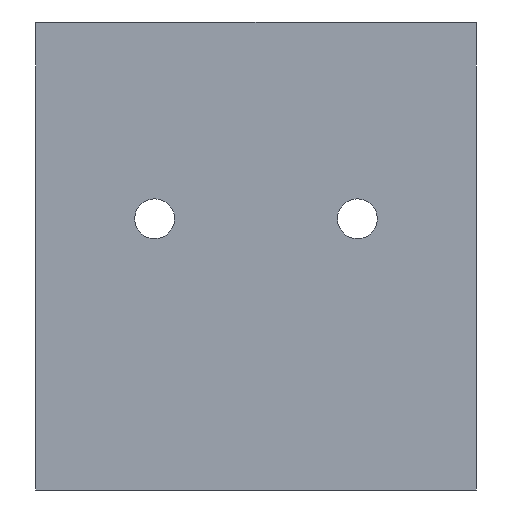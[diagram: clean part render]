
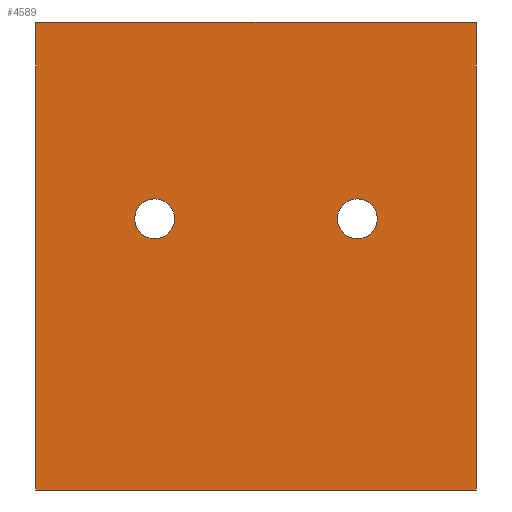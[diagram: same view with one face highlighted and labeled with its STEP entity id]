
A CAD part, front view. The second image highlights one B-rep face of the part: STEP entity #4589.
In plain terms, the highlighted planar face has unit normal (0, -1, 0).
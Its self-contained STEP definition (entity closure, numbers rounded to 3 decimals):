
#60 = VERTEX_POINT ( 'NONE', #2160 ) ;
#110 = LINE ( 'NONE', #2669, #934 ) ;
#307 = VERTEX_POINT ( 'NONE', #3895 ) ;
#324 = CIRCLE ( 'NONE', #2891, 0.75 ) ;
#593 = EDGE_LOOP ( 'NONE', ( #2829, #2805 ) ) ;
#808 = VERTEX_POINT ( 'NONE', #2524 ) ;
#934 = VECTOR ( 'NONE', #2606, 1000. ) ;
#1020 = FACE_BOUND ( 'NONE', #593, .T. ) ;
#1106 = DIRECTION ( 'NONE',  ( 0., 0., 1. ) ) ;
#1120 = DIRECTION ( 'NONE',  ( 0., 1., 0. ) ) ;
#1141 = CARTESIAN_POINT ( 'NONE',  ( 15.42, 0., 0. ) ) ;
#1161 = AXIS2_PLACEMENT_3D ( 'NONE', #4367, #4447, #4592 ) ;
#1180 = PLANE ( 'NONE',  #4486 ) ;
#1320 = EDGE_LOOP ( 'NONE', ( #1709, #2411, #2366, #2183 ) ) ;
#1361 = VERTEX_POINT ( 'NONE', #3312 ) ;
#1385 = ORIENTED_EDGE ( 'NONE', *, *, #4489, .F. ) ;
#1413 = EDGE_CURVE ( 'NONE', #2454, #60, #2850, .T. ) ;
#1533 = VERTEX_POINT ( 'NONE', #2198 ) ;
#1676 = DIRECTION ( 'NONE',  ( 0., -1., 0. ) ) ;
#1709 = ORIENTED_EDGE ( 'NONE', *, *, #2531, .T. ) ;
#1774 = CIRCLE ( 'NONE', #1161, 0.75 ) ;
#1801 = DIRECTION ( 'NONE',  ( 0., 0., -1. ) ) ;
#1803 = EDGE_CURVE ( 'NONE', #1533, #2454, #110, .T. ) ;
#1863 = DIRECTION ( 'NONE',  ( 0., 0., 1. ) ) ;
#1868 = CARTESIAN_POINT ( 'NONE',  ( 3.9, 0., -7.4 ) ) ;
#1870 = CARTESIAN_POINT ( 'NONE',  ( 15.99, 0., 0. ) ) ;
#1879 = DIRECTION ( 'NONE',  ( 0., -1., 0. ) ) ;
#1892 = AXIS2_PLACEMENT_3D ( 'NONE', #1868, #1676, #1916 ) ;
#1898 = CARTESIAN_POINT ( 'NONE',  ( 11.52, 0., -7.4 ) ) ;
#1916 = DIRECTION ( 'NONE',  ( 0., 0., 1. ) ) ;
#1995 = FACE_BOUND ( 'NONE', #4473, .T. ) ;
#2029 = EDGE_CURVE ( 'NONE', #2439, #1533, #3784, .T. ) ;
#2110 = FACE_OUTER_BOUND ( 'NONE', #1320, .T. ) ;
#2160 = CARTESIAN_POINT ( 'NONE',  ( -0.57, 0., 0. ) ) ;
#2183 = ORIENTED_EDGE ( 'NONE', *, *, #2029, .F. ) ;
#2198 = CARTESIAN_POINT ( 'NONE',  ( 15.99, 0., -17.6 ) ) ;
#2303 = CIRCLE ( 'NONE', #1892, 0.75 ) ;
#2331 = DIRECTION ( 'NONE',  ( -1., 0., 0. ) ) ;
#2366 = ORIENTED_EDGE ( 'NONE', *, *, #1803, .F. ) ;
#2378 = CARTESIAN_POINT ( 'NONE',  ( 15.42, 0., 0. ) ) ;
#2380 = AXIS2_PLACEMENT_3D ( 'NONE', #2980, #3051, #3130 ) ;
#2411 = ORIENTED_EDGE ( 'NONE', *, *, #1413, .F. ) ;
#2439 = VERTEX_POINT ( 'NONE', #4200 ) ;
#2454 = VERTEX_POINT ( 'NONE', #4115 ) ;
#2524 = CARTESIAN_POINT ( 'NONE',  ( 3.9, 0., -8.15 ) ) ;
#2531 = EDGE_CURVE ( 'NONE', #2439, #60, #4145, .T. ) ;
#2606 = DIRECTION ( 'NONE',  ( -1., 0., 0. ) ) ;
#2615 = VECTOR ( 'NONE', #3830, 1000. ) ;
#2669 = CARTESIAN_POINT ( 'NONE',  ( 15.42, 0., -17.6 ) ) ;
#2805 = ORIENTED_EDGE ( 'NONE', *, *, #3124, .F. ) ;
#2829 = ORIENTED_EDGE ( 'NONE', *, *, #3026, .F. ) ;
#2850 = LINE ( 'NONE', #3660, #2615 ) ;
#2885 = ORIENTED_EDGE ( 'NONE', *, *, #3210, .F. ) ;
#2891 = AXIS2_PLACEMENT_3D ( 'NONE', #1898, #1879, #1863 ) ;
#2980 = CARTESIAN_POINT ( 'NONE',  ( 11.52, 0., -7.4 ) ) ;
#3026 = EDGE_CURVE ( 'NONE', #307, #808, #1774, .T. ) ;
#3051 = DIRECTION ( 'NONE',  ( 0., -1., 0. ) ) ;
#3052 = CIRCLE ( 'NONE', #2380, 0.75 ) ;
#3119 = VECTOR ( 'NONE', #2331, 1000. ) ;
#3124 = EDGE_CURVE ( 'NONE', #808, #307, #2303, .T. ) ;
#3130 = DIRECTION ( 'NONE',  ( 0., 0., 1. ) ) ;
#3210 = EDGE_CURVE ( 'NONE', #4288, #1361, #3052, .T. ) ;
#3312 = CARTESIAN_POINT ( 'NONE',  ( 11.52, 0., -6.65 ) ) ;
#3660 = CARTESIAN_POINT ( 'NONE',  ( -0.57, 0., -17.6 ) ) ;
#3784 = LINE ( 'NONE', #1870, #4551 ) ;
#3830 = DIRECTION ( 'NONE',  ( 0., 0., 1. ) ) ;
#3895 = CARTESIAN_POINT ( 'NONE',  ( 3.9, 0., -6.65 ) ) ;
#4115 = CARTESIAN_POINT ( 'NONE',  ( -0.57, 0., -17.6 ) ) ;
#4145 = LINE ( 'NONE', #2378, #3119 ) ;
#4200 = CARTESIAN_POINT ( 'NONE',  ( 15.99, 0., 0. ) ) ;
#4213 = CARTESIAN_POINT ( 'NONE',  ( 11.52, 0., -8.15 ) ) ;
#4288 = VERTEX_POINT ( 'NONE', #4213 ) ;
#4367 = CARTESIAN_POINT ( 'NONE',  ( 3.9, 0., -7.4 ) ) ;
#4447 = DIRECTION ( 'NONE',  ( 0., -1., 0. ) ) ;
#4473 = EDGE_LOOP ( 'NONE', ( #1385, #2885 ) ) ;
#4486 = AXIS2_PLACEMENT_3D ( 'NONE', #1141, #1120, #1106 ) ;
#4489 = EDGE_CURVE ( 'NONE', #1361, #4288, #324, .T. ) ;
#4551 = VECTOR ( 'NONE', #1801, 1000. ) ;
#4589 = ADVANCED_FACE ( 'NONE', ( #1995, #1020, #2110 ), #1180, .F. ) ;
#4592 = DIRECTION ( 'NONE',  ( 0., 0., 1. ) ) ;
